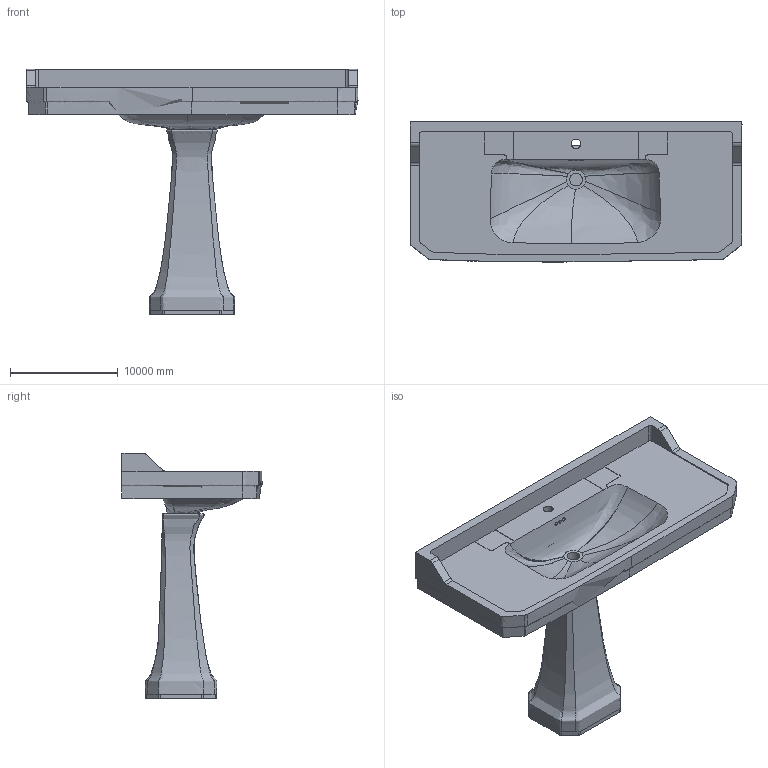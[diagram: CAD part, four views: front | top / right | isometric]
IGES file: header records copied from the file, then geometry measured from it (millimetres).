
Global section: file name: 100023; native system: AutoCAD 2016 - English; preprocessor: Autodesk Translation Framework DWG producer (atf_dwg_producer); organization: unknown; date: 20180130.185525; units: inch
Bounding box: 30744.58 x 12977.23 x 22733 mm (x, y, z)
Volume: 1180448315636.2 mm3; surface area: 1587608809.1 mm2
Topology: 2 solids, 2 shells, 110 faces, 345 edges, 244 vertices
Faces by surface type: bspline 110
